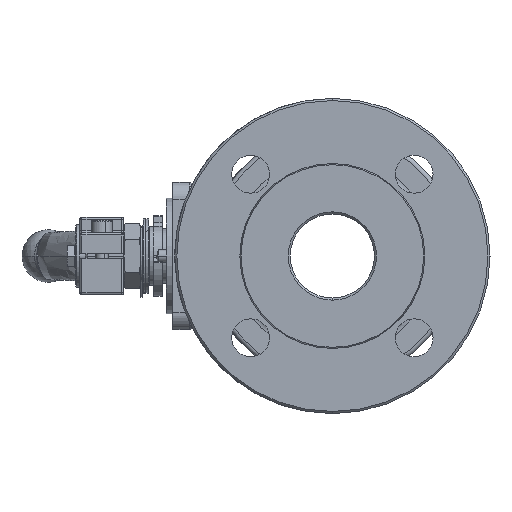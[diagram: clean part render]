
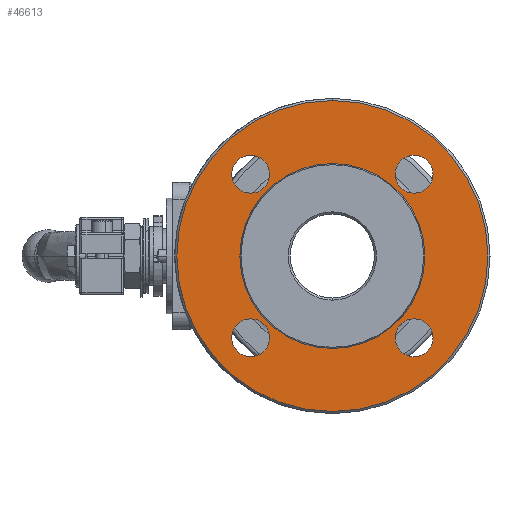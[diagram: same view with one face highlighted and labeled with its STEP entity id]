
A CAD part, left-side view. The second image highlights one B-rep face of the part: STEP entity #46613.
In plain terms, the highlighted planar face has unit normal (-1, 0, 0).
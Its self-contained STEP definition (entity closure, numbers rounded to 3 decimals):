
#231 = EDGE_CURVE ( 'NONE', #34570, #29312, #8394, .T. ) ;
#313 = CIRCLE ( 'NONE', #24175, 9. ) ;
#363 = CIRCLE ( 'NONE', #34584, 44. ) ;
#1331 = DIRECTION ( 'NONE',  ( 0., 0., 1. ) ) ;
#1371 = ORIENTED_EDGE ( 'NONE', *, *, #231, .F. ) ;
#3467 = CARTESIAN_POINT ( 'NONE',  ( -53., 38.891, -38.891 ) ) ;
#3587 = VERTEX_POINT ( 'NONE', #18500 ) ;
#3615 = ORIENTED_EDGE ( 'NONE', *, *, #33478, .F. ) ;
#3672 = AXIS2_PLACEMENT_3D ( 'NONE', #12446, #15685, #11955 ) ;
#4201 = DIRECTION ( 'NONE',  ( -1., 0., 0. ) ) ;
#4935 = CARTESIAN_POINT ( 'NONE',  ( -53., 0., -44. ) ) ;
#4982 = FACE_BOUND ( 'NONE', #47453, .T. ) ;
#5419 = EDGE_CURVE ( 'NONE', #37933, #22470, #12617, .T. ) ;
#5563 = CARTESIAN_POINT ( 'NONE',  ( -53., 38.891, 47.891 ) ) ;
#5708 = CARTESIAN_POINT ( 'NONE',  ( -53., 0., 44. ) ) ;
#6619 = DIRECTION ( 'NONE',  ( 0., 0., 1. ) ) ;
#6813 = EDGE_LOOP ( 'NONE', ( #1371, #36936 ) ) ;
#6838 = AXIS2_PLACEMENT_3D ( 'NONE', #35228, #27705, #23516 ) ;
#6895 = EDGE_LOOP ( 'NONE', ( #34551, #41377 ) ) ;
#7123 = CIRCLE ( 'NONE', #29359, 74. ) ;
#7203 = DIRECTION ( 'NONE',  ( 0., 0., 1. ) ) ;
#7893 = DIRECTION ( 'NONE',  ( 0., 0., 1. ) ) ;
#8059 = CIRCLE ( 'NONE', #36688, 44. ) ;
#8232 = CARTESIAN_POINT ( 'NONE',  ( -53., -38.891, -29.891 ) ) ;
#8315 = EDGE_CURVE ( 'NONE', #25649, #42177, #24497, .T. ) ;
#8394 = CIRCLE ( 'NONE', #6838, 9. ) ;
#8784 = CARTESIAN_POINT ( 'NONE',  ( -53., 38.891, 38.891 ) ) ;
#8844 = ORIENTED_EDGE ( 'NONE', *, *, #28546, .F. ) ;
#9050 = CARTESIAN_POINT ( 'NONE',  ( -53., -38.891, -38.891 ) ) ;
#9198 = ORIENTED_EDGE ( 'NONE', *, *, #23606, .F. ) ;
#9376 = CARTESIAN_POINT ( 'NONE',  ( -53., 38.891, -29.891 ) ) ;
#10285 = ORIENTED_EDGE ( 'NONE', *, *, #35712, .F. ) ;
#11955 = DIRECTION ( 'NONE',  ( 0., 0., 1. ) ) ;
#12446 = CARTESIAN_POINT ( 'NONE',  ( -53., -44., 0. ) ) ;
#12612 = CARTESIAN_POINT ( 'NONE',  ( -53., 38.891, 38.891 ) ) ;
#12617 = CIRCLE ( 'NONE', #22962, 9. ) ;
#12855 = DIRECTION ( 'NONE',  ( -1., 0., 0. ) ) ;
#12909 = CIRCLE ( 'NONE', #40784, 9. ) ;
#13413 = EDGE_CURVE ( 'NONE', #29312, #34570, #39083, .T. ) ;
#13536 = CIRCLE ( 'NONE', #47772, 74. ) ;
#14145 = DIRECTION ( 'NONE',  ( -1., 0., 0. ) ) ;
#14384 = CARTESIAN_POINT ( 'NONE',  ( -53., 0., 0. ) ) ;
#15030 = CARTESIAN_POINT ( 'NONE',  ( -53., 38.891, -38.891 ) ) ;
#15546 = VERTEX_POINT ( 'NONE', #42182 ) ;
#15685 = DIRECTION ( 'NONE',  ( -1., 0., 0. ) ) ;
#16130 = DIRECTION ( 'NONE',  ( 0., 0., 1. ) ) ;
#17781 = DIRECTION ( 'NONE',  ( 0., 0., 1. ) ) ;
#18113 = CARTESIAN_POINT ( 'NONE',  ( -53., -38.891, 47.891 ) ) ;
#18338 = DIRECTION ( 'NONE',  ( -1., 0., 0. ) ) ;
#18500 = CARTESIAN_POINT ( 'NONE',  ( -53., 38.891, 29.891 ) ) ;
#18574 = CIRCLE ( 'NONE', #22555, 9. ) ;
#20254 = CARTESIAN_POINT ( 'NONE',  ( -53., -38.891, 29.891 ) ) ;
#20967 = DIRECTION ( 'NONE',  ( 0., 0., 1. ) ) ;
#20981 = CARTESIAN_POINT ( 'NONE',  ( -53., 38.891, -47.891 ) ) ;
#21466 = EDGE_CURVE ( 'NONE', #22470, #37933, #12909, .T. ) ;
#21487 = VERTEX_POINT ( 'NONE', #5563 ) ;
#21559 = AXIS2_PLACEMENT_3D ( 'NONE', #9050, #23974, #42934 ) ;
#22146 = DIRECTION ( 'NONE',  ( -1., 0., 0. ) ) ;
#22470 = VERTEX_POINT ( 'NONE', #20254 ) ;
#22512 = DIRECTION ( 'NONE',  ( -1., 0., 0. ) ) ;
#22555 = AXIS2_PLACEMENT_3D ( 'NONE', #8784, #31935, #20967 ) ;
#22915 = PLANE ( 'NONE',  #3672 ) ;
#22962 = AXIS2_PLACEMENT_3D ( 'NONE', #49029, #18338, #26289 ) ;
#23128 = CIRCLE ( 'NONE', #34370, 9. ) ;
#23516 = DIRECTION ( 'NONE',  ( 0., 0., 1. ) ) ;
#23606 = EDGE_CURVE ( 'NONE', #21487, #3587, #313, .T. ) ;
#23974 = DIRECTION ( 'NONE',  ( -1., 0., 0. ) ) ;
#24175 = AXIS2_PLACEMENT_3D ( 'NONE', #12612, #12855, #7893 ) ;
#24497 = CIRCLE ( 'NONE', #34057, 9. ) ;
#25282 = DIRECTION ( 'NONE',  ( -1., 0., 0. ) ) ;
#25649 = VERTEX_POINT ( 'NONE', #20981 ) ;
#26038 = EDGE_LOOP ( 'NONE', ( #9198, #3615 ) ) ;
#26289 = DIRECTION ( 'NONE',  ( 0., 0., 1. ) ) ;
#27705 = DIRECTION ( 'NONE',  ( -1., 0., 0. ) ) ;
#28191 = DIRECTION ( 'NONE',  ( -1., 0., 0. ) ) ;
#28500 = VERTEX_POINT ( 'NONE', #4935 ) ;
#28546 = EDGE_CURVE ( 'NONE', #32723, #28500, #8059, .T. ) ;
#29312 = VERTEX_POINT ( 'NONE', #38391 ) ;
#29359 = AXIS2_PLACEMENT_3D ( 'NONE', #40767, #25282, #6619 ) ;
#29770 = EDGE_CURVE ( 'NONE', #42177, #25649, #23128, .T. ) ;
#29880 = VERTEX_POINT ( 'NONE', #31822 ) ;
#30185 = DIRECTION ( 'NONE',  ( -1., 0., 0. ) ) ;
#30450 = CARTESIAN_POINT ( 'NONE',  ( -53., 0., 0. ) ) ;
#31364 = FACE_BOUND ( 'NONE', #47525, .T. ) ;
#31822 = CARTESIAN_POINT ( 'NONE',  ( -53., 0., 74. ) ) ;
#31935 = DIRECTION ( 'NONE',  ( -1., 0., 0. ) ) ;
#32723 = VERTEX_POINT ( 'NONE', #5708 ) ;
#33478 = EDGE_CURVE ( 'NONE', #3587, #21487, #18574, .T. ) ;
#33897 = ORIENTED_EDGE ( 'NONE', *, *, #5419, .F. ) ;
#34057 = AXIS2_PLACEMENT_3D ( 'NONE', #15030, #30185, #17781 ) ;
#34370 = AXIS2_PLACEMENT_3D ( 'NONE', #3467, #22146, #7203 ) ;
#34381 = FACE_BOUND ( 'NONE', #26038, .T. ) ;
#34551 = ORIENTED_EDGE ( 'NONE', *, *, #41708, .T. ) ;
#34570 = VERTEX_POINT ( 'NONE', #8232 ) ;
#34584 = AXIS2_PLACEMENT_3D ( 'NONE', #30450, #22512, #37726 ) ;
#35123 = FACE_OUTER_BOUND ( 'NONE', #6895, .T. ) ;
#35228 = CARTESIAN_POINT ( 'NONE',  ( -53., -38.891, -38.891 ) ) ;
#35712 = EDGE_CURVE ( 'NONE', #28500, #32723, #363, .T. ) ;
#35804 = EDGE_LOOP ( 'NONE', ( #10285, #8844 ) ) ;
#35955 = CARTESIAN_POINT ( 'NONE',  ( -53., -38.891, 38.891 ) ) ;
#36323 = DIRECTION ( 'NONE',  ( 0., 0., 1. ) ) ;
#36688 = AXIS2_PLACEMENT_3D ( 'NONE', #38081, #4201, #16130 ) ;
#36936 = ORIENTED_EDGE ( 'NONE', *, *, #13413, .F. ) ;
#37726 = DIRECTION ( 'NONE',  ( 0., 0., 1. ) ) ;
#37933 = VERTEX_POINT ( 'NONE', #18113 ) ;
#38081 = CARTESIAN_POINT ( 'NONE',  ( -53., 0., 0. ) ) ;
#38391 = CARTESIAN_POINT ( 'NONE',  ( -53., -38.891, -47.891 ) ) ;
#38464 = EDGE_CURVE ( 'NONE', #29880, #15546, #7123, .T. ) ;
#39083 = CIRCLE ( 'NONE', #21559, 9. ) ;
#40669 = ORIENTED_EDGE ( 'NONE', *, *, #8315, .F. ) ;
#40767 = CARTESIAN_POINT ( 'NONE',  ( -53., 0., 0. ) ) ;
#40784 = AXIS2_PLACEMENT_3D ( 'NONE', #35955, #28191, #1331 ) ;
#41377 = ORIENTED_EDGE ( 'NONE', *, *, #38464, .T. ) ;
#41708 = EDGE_CURVE ( 'NONE', #15546, #29880, #13536, .T. ) ;
#42177 = VERTEX_POINT ( 'NONE', #9376 ) ;
#42182 = CARTESIAN_POINT ( 'NONE',  ( -53., 0., -74. ) ) ;
#42934 = DIRECTION ( 'NONE',  ( 0., 0., 1. ) ) ;
#43083 = ORIENTED_EDGE ( 'NONE', *, *, #29770, .F. ) ;
#45861 = FACE_BOUND ( 'NONE', #6813, .T. ) ;
#46589 = FACE_BOUND ( 'NONE', #35804, .T. ) ;
#46613 = ADVANCED_FACE ( 'NONE', ( #4982, #34381, #31364, #45861, #46589, #35123 ), #22915, .T. ) ;
#47453 = EDGE_LOOP ( 'NONE', ( #43083, #40669 ) ) ;
#47525 = EDGE_LOOP ( 'NONE', ( #33897, #47990 ) ) ;
#47772 = AXIS2_PLACEMENT_3D ( 'NONE', #14384, #14145, #36323 ) ;
#47990 = ORIENTED_EDGE ( 'NONE', *, *, #21466, .F. ) ;
#49029 = CARTESIAN_POINT ( 'NONE',  ( -53., -38.891, 38.891 ) ) ;
